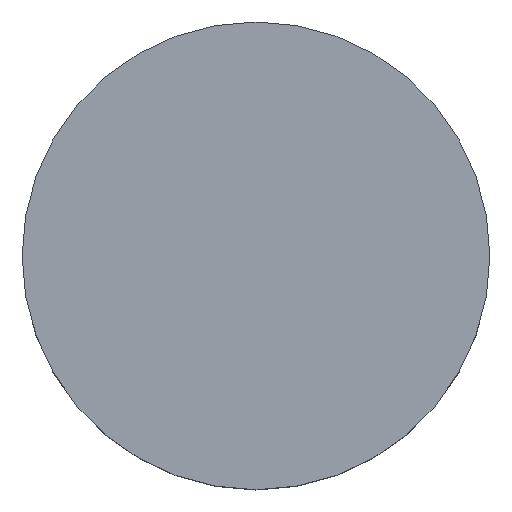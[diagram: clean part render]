
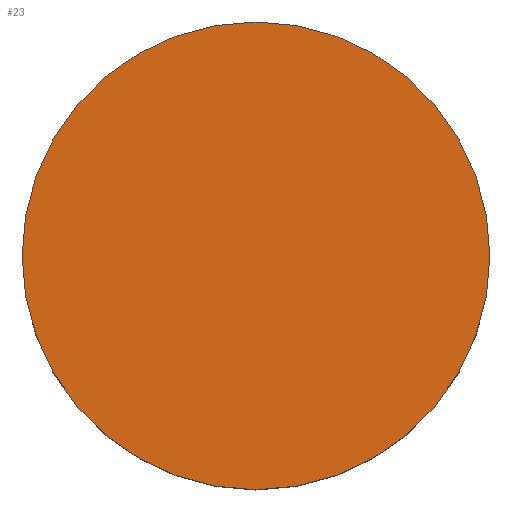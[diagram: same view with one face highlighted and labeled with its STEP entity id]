
A CAD part, top view. The second image highlights one B-rep face of the part: STEP entity #23.
In plain terms, the highlighted planar face has unit normal (0, 0, 1).
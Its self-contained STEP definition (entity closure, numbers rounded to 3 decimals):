
#1 = AXIS2_PLACEMENT_3D ( 'NONE', #25, #76, #11 ) ;
#11 = DIRECTION ( 'NONE',  ( 1., 0., 0. ) ) ;
#23 = ADVANCED_FACE ( 'NONE', ( #155 ), #138, .T. ) ;
#24 = ORIENTED_EDGE ( 'NONE', *, *, #141, .T. ) ;
#25 = CARTESIAN_POINT ( 'NONE',  ( 0., 0., 2. ) ) ;
#28 = DIRECTION ( 'NONE',  ( 1., 0., 0. ) ) ;
#29 = CARTESIAN_POINT ( 'NONE',  ( 0., 0., 2. ) ) ;
#37 = AXIS2_PLACEMENT_3D ( 'NONE', #143, #77, #28 ) ;
#57 = CARTESIAN_POINT ( 'NONE',  ( -3.175, 0., 2. ) ) ;
#65 = VERTEX_POINT ( 'NONE', #87 ) ;
#68 = VERTEX_POINT ( 'NONE', #57 ) ;
#70 = CIRCLE ( 'NONE', #100, 3.175 ) ;
#76 = DIRECTION ( 'NONE',  ( 0., 0., 1. ) ) ;
#77 = DIRECTION ( 'NONE',  ( 0., 0., 1. ) ) ;
#82 = DIRECTION ( 'NONE',  ( 1., 0., 0. ) ) ;
#83 = EDGE_LOOP ( 'NONE', ( #24, #122 ) ) ;
#84 = EDGE_CURVE ( 'NONE', #65, #68, #110, .T. ) ;
#87 = CARTESIAN_POINT ( 'NONE',  ( 3.175, 0., 2. ) ) ;
#100 = AXIS2_PLACEMENT_3D ( 'NONE', #29, #112, #82 ) ;
#110 = CIRCLE ( 'NONE', #37, 3.175 ) ;
#112 = DIRECTION ( 'NONE',  ( 0., 0., 1. ) ) ;
#122 = ORIENTED_EDGE ( 'NONE', *, *, #84, .T. ) ;
#138 = PLANE ( 'NONE',  #1 ) ;
#141 = EDGE_CURVE ( 'NONE', #68, #65, #70, .T. ) ;
#143 = CARTESIAN_POINT ( 'NONE',  ( 0., 0., 2. ) ) ;
#155 = FACE_OUTER_BOUND ( 'NONE', #83, .T. ) ;
